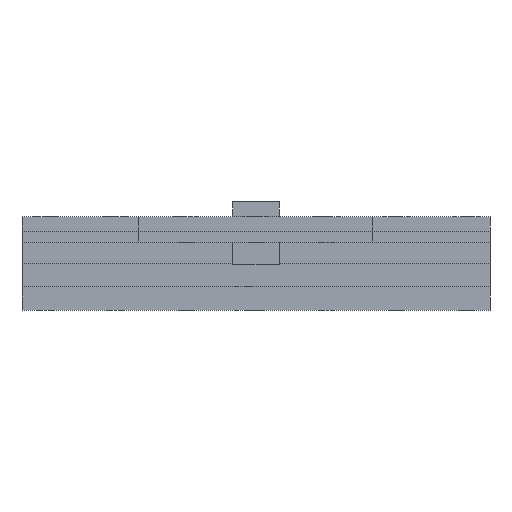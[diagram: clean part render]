
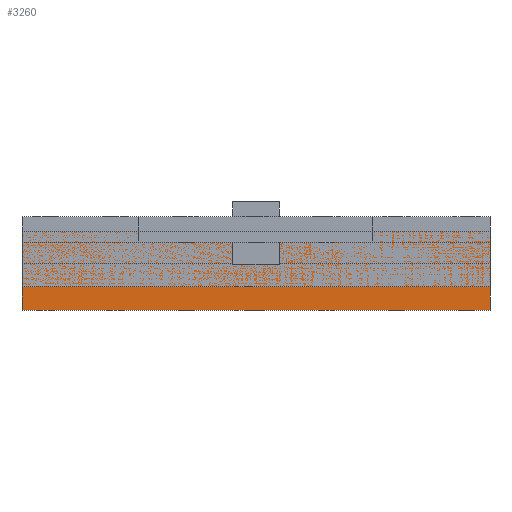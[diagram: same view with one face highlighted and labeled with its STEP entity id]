
A CAD part, left-side view. The second image highlights one B-rep face of the part: STEP entity #3260.
In plain terms, the highlighted planar face has unit normal (-1, 0, 0).
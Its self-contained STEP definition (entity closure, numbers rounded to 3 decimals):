
#212=PLANE('',#3580);
#390=FACE_OUTER_BOUND('',#655,.T.);
#655=EDGE_LOOP('',(#2750,#2751,#2752,#2753));
#899=LINE('',#5118,#1195);
#921=LINE('',#5225,#1217);
#927=LINE('',#5237,#1223);
#933=LINE('',#5247,#1229);
#1195=VECTOR('',#4186,10.);
#1217=VECTOR('',#4308,10.);
#1223=VECTOR('',#4316,10.);
#1229=VECTOR('',#4326,10.);
#1629=VERTEX_POINT('',#5116);
#1630=VERTEX_POINT('',#5117);
#1665=VERTEX_POINT('',#5224);
#1670=VERTEX_POINT('',#5235);
#1991=EDGE_CURVE('',#1629,#1630,#899,.T.);
#2041=EDGE_CURVE('',#1665,#1630,#921,.T.);
#2047=EDGE_CURVE('',#1670,#1629,#927,.T.);
#2053=EDGE_CURVE('',#1670,#1665,#933,.T.);
#2750=ORIENTED_EDGE('',*,*,#2053,.T.);
#2751=ORIENTED_EDGE('',*,*,#2041,.T.);
#2752=ORIENTED_EDGE('',*,*,#1991,.F.);
#2753=ORIENTED_EDGE('',*,*,#2047,.F.);
#3260=ADVANCED_FACE('',(#390),#212,.T.);
#3580=AXIS2_PLACEMENT_3D('',#5248,#4327,#4328);
#4186=DIRECTION('',(0.,1.,0.));
#4308=DIRECTION('',(0.,0.,-1.));
#4316=DIRECTION('',(0.,0.,-1.));
#4326=DIRECTION('',(0.,1.,0.));
#4327=DIRECTION('center_axis',(-1.,0.,0.));
#4328=DIRECTION('ref_axis',(0.,0.,1.));
#5116=CARTESIAN_POINT('',(-2.9,-45.,-15.85));
#5117=CARTESIAN_POINT('',(-2.9,55.,-15.85));
#5118=CARTESIAN_POINT('',(-2.9,0.,-15.85));
#5224=CARTESIAN_POINT('',(-2.9,55.,1.025));
#5225=CARTESIAN_POINT('',(-2.9,55.,-0.8));
#5235=CARTESIAN_POINT('',(-2.9,-45.,1.025));
#5237=CARTESIAN_POINT('',(-2.9,-45.,1.025));
#5247=CARTESIAN_POINT('',(-2.9,0.,1.025));
#5248=CARTESIAN_POINT('Origin',(-2.9,0.,-0.8));
